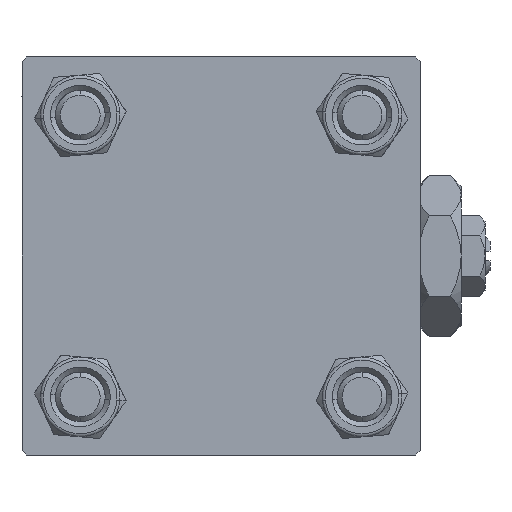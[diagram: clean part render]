
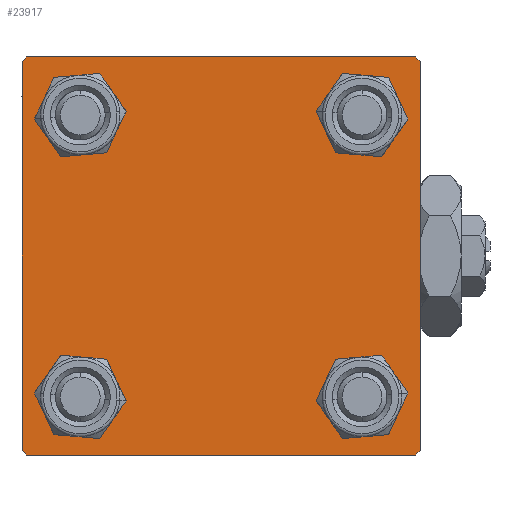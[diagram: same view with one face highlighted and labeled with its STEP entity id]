
A CAD part, left-side view. The second image highlights one B-rep face of the part: STEP entity #23917.
In plain terms, the highlighted planar face has unit normal (-1, 0, 0).
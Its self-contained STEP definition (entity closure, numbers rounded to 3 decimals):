
#75 = CARTESIAN_POINT ( 'NONE',  ( 0., 19.75, -19.75 ) ) ;
#202 = FACE_BOUND ( 'NONE', #33456, .T. ) ;
#1419 = VERTEX_POINT ( 'NONE', #56172 ) ;
#1718 = CARTESIAN_POINT ( 'NONE',  ( 0., 20., 20. ) ) ;
#1823 = AXIS2_PLACEMENT_3D ( 'NONE', #21422, #30103, #6514 ) ;
#2032 = VECTOR ( 'NONE', #6878, 1000. ) ;
#2204 = EDGE_CURVE ( 'NONE', #14060, #2903, #45163, .T. ) ;
#2573 = VECTOR ( 'NONE', #33411, 1000. ) ;
#2823 = EDGE_LOOP ( 'NONE', ( #23722, #37929 ) ) ;
#2903 = VERTEX_POINT ( 'NONE', #47288 ) ;
#2949 = CIRCLE ( 'NONE', #43981, 3. ) ;
#4444 = ORIENTED_EDGE ( 'NONE', *, *, #49962, .T. ) ;
#4534 = DIRECTION ( 'NONE',  ( 1., 0., 0. ) ) ;
#4796 = CIRCLE ( 'NONE', #58205, 3. ) ;
#5467 = VERTEX_POINT ( 'NONE', #37151 ) ;
#6001 = VERTEX_POINT ( 'NONE', #25821 ) ;
#6514 = DIRECTION ( 'NONE',  ( 0., 0., 1. ) ) ;
#6613 = CIRCLE ( 'NONE', #1823, 3. ) ;
#6711 = CARTESIAN_POINT ( 'NONE',  ( 0., 14.15, 17.15 ) ) ;
#6745 = CARTESIAN_POINT ( 'NONE',  ( 0., -20., 20. ) ) ;
#6878 = DIRECTION ( 'NONE',  ( 0., 0.707, -0.707 ) ) ;
#7134 = VECTOR ( 'NONE', #52498, 1000. ) ;
#7311 = CARTESIAN_POINT ( 'NONE',  ( 0., -20., 19.5 ) ) ;
#8147 = VECTOR ( 'NONE', #33347, 1000. ) ;
#8451 = DIRECTION ( 'NONE',  ( 1., 0., 0. ) ) ;
#8473 = VERTEX_POINT ( 'NONE', #39848 ) ;
#8958 = AXIS2_PLACEMENT_3D ( 'NONE', #30769, #49566, #44514 ) ;
#9434 = ORIENTED_EDGE ( 'NONE', *, *, #22754, .T. ) ;
#9487 = EDGE_CURVE ( 'NONE', #8473, #5467, #55023, .T. ) ;
#9597 = DIRECTION ( 'NONE',  ( 0., -0.707, 0.707 ) ) ;
#9989 = CARTESIAN_POINT ( 'NONE',  ( 0., -19.75, 19.75 ) ) ;
#11565 = CARTESIAN_POINT ( 'NONE',  ( 0., 14.15, -14.15 ) ) ;
#11621 = EDGE_CURVE ( 'NONE', #16989, #2903, #33923, .T. ) ;
#12795 = VERTEX_POINT ( 'NONE', #19169 ) ;
#13166 = ORIENTED_EDGE ( 'NONE', *, *, #40190, .T. ) ;
#13922 = FACE_OUTER_BOUND ( 'NONE', #45471, .T. ) ;
#14060 = VERTEX_POINT ( 'NONE', #24264 ) ;
#14706 = DIRECTION ( 'NONE',  ( 1., 0., 0. ) ) ;
#15432 = EDGE_CURVE ( 'NONE', #1419, #45490, #46256, .T. ) ;
#15439 = DIRECTION ( 'NONE',  ( 0., 0., 1. ) ) ;
#16731 = CARTESIAN_POINT ( 'NONE',  ( 0., -14.15, 11.15 ) ) ;
#16989 = VERTEX_POINT ( 'NONE', #7311 ) ;
#16990 = CIRCLE ( 'NONE', #51324, 3. ) ;
#17708 = CARTESIAN_POINT ( 'NONE',  ( 0., 19.5, 20. ) ) ;
#18337 = CARTESIAN_POINT ( 'NONE',  ( 0., 14.15, 11.15 ) ) ;
#18421 = FACE_BOUND ( 'NONE', #25222, .T. ) ;
#18892 = ORIENTED_EDGE ( 'NONE', *, *, #52173, .T. ) ;
#19169 = CARTESIAN_POINT ( 'NONE',  ( 0., 14.15, -17.15 ) ) ;
#19237 = EDGE_CURVE ( 'NONE', #5467, #8473, #26148, .T. ) ;
#19426 = EDGE_CURVE ( 'NONE', #45490, #29353, #50260, .T. ) ;
#19489 = CARTESIAN_POINT ( 'NONE',  ( 0., 14.15, -14.15 ) ) ;
#19696 = DIRECTION ( 'NONE',  ( 0., 0., 1. ) ) ;
#20171 = DIRECTION ( 'NONE',  ( -1., 0., 0. ) ) ;
#21122 = DIRECTION ( 'NONE',  ( 1., 0., 0. ) ) ;
#21422 = CARTESIAN_POINT ( 'NONE',  ( 0., -14.15, 14.15 ) ) ;
#21843 = VERTEX_POINT ( 'NONE', #17708 ) ;
#22272 = CARTESIAN_POINT ( 'NONE',  ( 0., 19.5, -20. ) ) ;
#22754 = EDGE_CURVE ( 'NONE', #29353, #14060, #33993, .T. ) ;
#23722 = ORIENTED_EDGE ( 'NONE', *, *, #19237, .T. ) ;
#23917 = ADVANCED_FACE ( 'NONE', ( #202, #41733, #18421, #54864, #13922 ), #32172, .T. ) ;
#23962 = DIRECTION ( 'NONE',  ( 0., 0., 1. ) ) ;
#24264 = CARTESIAN_POINT ( 'NONE',  ( 0., -19.5, -20. ) ) ;
#24324 = LINE ( 'NONE', #9989, #33438 ) ;
#24512 = CARTESIAN_POINT ( 'NONE',  ( 0., -19.5, 20. ) ) ;
#24861 = LINE ( 'NONE', #42505, #56853 ) ;
#25089 = EDGE_CURVE ( 'NONE', #21843, #43505, #24861, .T. ) ;
#25222 = EDGE_LOOP ( 'NONE', ( #38176, #40331 ) ) ;
#25821 = CARTESIAN_POINT ( 'NONE',  ( 0., -14.15, 17.15 ) ) ;
#26148 = CIRCLE ( 'NONE', #8958, 3. ) ;
#26625 = ORIENTED_EDGE ( 'NONE', *, *, #11621, .F. ) ;
#27264 = DIRECTION ( 'NONE',  ( 0., -0.707, -0.707 ) ) ;
#27957 = CARTESIAN_POINT ( 'NONE',  ( 0., 20., -19.5 ) ) ;
#28671 = ORIENTED_EDGE ( 'NONE', *, *, #19426, .T. ) ;
#28857 = DIRECTION ( 'NONE',  ( 0., 0., 1. ) ) ;
#29353 = VERTEX_POINT ( 'NONE', #22272 ) ;
#30103 = DIRECTION ( 'NONE',  ( 1., 0., 0. ) ) ;
#30282 = CARTESIAN_POINT ( 'NONE',  ( 0., 14.15, 14.15 ) ) ;
#30769 = CARTESIAN_POINT ( 'NONE',  ( 0., -14.15, -14.15 ) ) ;
#30811 = ORIENTED_EDGE ( 'NONE', *, *, #54678, .T. ) ;
#31546 = AXIS2_PLACEMENT_3D ( 'NONE', #19489, #14706, #46981 ) ;
#32003 = CARTESIAN_POINT ( 'NONE',  ( 0., 14.15, 14.15 ) ) ;
#32172 = PLANE ( 'NONE',  #40582 ) ;
#33347 = DIRECTION ( 'NONE',  ( 0., 0., -1. ) ) ;
#33411 = DIRECTION ( 'NONE',  ( 0., 0., -1. ) ) ;
#33438 = VECTOR ( 'NONE', #42561, 1000. ) ;
#33456 = EDGE_LOOP ( 'NONE', ( #18892, #13166 ) ) ;
#33479 = LINE ( 'NONE', #51682, #2032 ) ;
#33923 = LINE ( 'NONE', #6745, #8147 ) ;
#33993 = LINE ( 'NONE', #34295, #7134 ) ;
#34295 = CARTESIAN_POINT ( 'NONE',  ( 0., 20., -20. ) ) ;
#34538 = AXIS2_PLACEMENT_3D ( 'NONE', #42422, #38228, #19696 ) ;
#35060 = DIRECTION ( 'NONE',  ( 0., 0., 1. ) ) ;
#36234 = CARTESIAN_POINT ( 'NONE',  ( 0., -14.15, -14.15 ) ) ;
#36648 = VECTOR ( 'NONE', #9597, 1000. ) ;
#37151 = CARTESIAN_POINT ( 'NONE',  ( 0., -14.15, -11.15 ) ) ;
#37929 = ORIENTED_EDGE ( 'NONE', *, *, #9487, .T. ) ;
#37957 = ORIENTED_EDGE ( 'NONE', *, *, #2204, .T. ) ;
#38176 = ORIENTED_EDGE ( 'NONE', *, *, #42690, .T. ) ;
#38228 = DIRECTION ( 'NONE',  ( 1., 0., 0. ) ) ;
#38262 = CARTESIAN_POINT ( 'NONE',  ( 0., -19.75, -19.75 ) ) ;
#38562 = VECTOR ( 'NONE', #27264, 1000. ) ;
#39848 = CARTESIAN_POINT ( 'NONE',  ( 0., -14.15, -17.15 ) ) ;
#40190 = EDGE_CURVE ( 'NONE', #47245, #6001, #6613, .T. ) ;
#40331 = ORIENTED_EDGE ( 'NONE', *, *, #49788, .T. ) ;
#40582 = AXIS2_PLACEMENT_3D ( 'NONE', #50389, #20171, #28857 ) ;
#41733 = FACE_BOUND ( 'NONE', #2823, .T. ) ;
#42422 = CARTESIAN_POINT ( 'NONE',  ( 0., -14.15, 14.15 ) ) ;
#42505 = CARTESIAN_POINT ( 'NONE',  ( 0., 20., 20. ) ) ;
#42561 = DIRECTION ( 'NONE',  ( 0., 0.707, 0.707 ) ) ;
#42690 = EDGE_CURVE ( 'NONE', #44695, #12795, #4796, .T. ) ;
#43127 = VERTEX_POINT ( 'NONE', #18337 ) ;
#43505 = VERTEX_POINT ( 'NONE', #24512 ) ;
#43981 = AXIS2_PLACEMENT_3D ( 'NONE', #32003, #4534, #45153 ) ;
#44060 = CIRCLE ( 'NONE', #34538, 3. ) ;
#44514 = DIRECTION ( 'NONE',  ( 0., 0., 1. ) ) ;
#44695 = VERTEX_POINT ( 'NONE', #49202 ) ;
#45153 = DIRECTION ( 'NONE',  ( 0., 0., 1. ) ) ;
#45163 = LINE ( 'NONE', #38262, #36648 ) ;
#45471 = EDGE_LOOP ( 'NONE', ( #57369, #28671, #9434, #37957, #26625, #49476, #47491, #52017 ) ) ;
#45490 = VERTEX_POINT ( 'NONE', #27957 ) ;
#46256 = LINE ( 'NONE', #1718, #2573 ) ;
#46734 = EDGE_LOOP ( 'NONE', ( #30811, #4444 ) ) ;
#46978 = DIRECTION ( 'NONE',  ( 0., -1., 0. ) ) ;
#46981 = DIRECTION ( 'NONE',  ( 0., 0., 1. ) ) ;
#47245 = VERTEX_POINT ( 'NONE', #16731 ) ;
#47247 = AXIS2_PLACEMENT_3D ( 'NONE', #36234, #54456, #23962 ) ;
#47288 = CARTESIAN_POINT ( 'NONE',  ( 0., -20., -19.5 ) ) ;
#47491 = ORIENTED_EDGE ( 'NONE', *, *, #25089, .F. ) ;
#48373 = VERTEX_POINT ( 'NONE', #6711 ) ;
#48493 = EDGE_CURVE ( 'NONE', #16989, #43505, #24324, .T. ) ;
#49202 = CARTESIAN_POINT ( 'NONE',  ( 0., 14.15, -11.15 ) ) ;
#49476 = ORIENTED_EDGE ( 'NONE', *, *, #48493, .T. ) ;
#49566 = DIRECTION ( 'NONE',  ( 1., 0., 0. ) ) ;
#49788 = EDGE_CURVE ( 'NONE', #12795, #44695, #53500, .T. ) ;
#49962 = EDGE_CURVE ( 'NONE', #43127, #48373, #2949, .T. ) ;
#50044 = EDGE_CURVE ( 'NONE', #21843, #1419, #33479, .T. ) ;
#50260 = LINE ( 'NONE', #75, #38562 ) ;
#50389 = CARTESIAN_POINT ( 'NONE',  ( 0., 0., 0. ) ) ;
#51324 = AXIS2_PLACEMENT_3D ( 'NONE', #30282, #8451, #35060 ) ;
#51682 = CARTESIAN_POINT ( 'NONE',  ( 0., 19.75, 19.75 ) ) ;
#52017 = ORIENTED_EDGE ( 'NONE', *, *, #50044, .T. ) ;
#52173 = EDGE_CURVE ( 'NONE', #6001, #47245, #44060, .T. ) ;
#52498 = DIRECTION ( 'NONE',  ( 0., -1., 0. ) ) ;
#53500 = CIRCLE ( 'NONE', #31546, 3. ) ;
#54456 = DIRECTION ( 'NONE',  ( 1., 0., 0. ) ) ;
#54678 = EDGE_CURVE ( 'NONE', #48373, #43127, #16990, .T. ) ;
#54864 = FACE_BOUND ( 'NONE', #46734, .T. ) ;
#55023 = CIRCLE ( 'NONE', #47247, 3. ) ;
#56172 = CARTESIAN_POINT ( 'NONE',  ( 0., 20., 19.5 ) ) ;
#56853 = VECTOR ( 'NONE', #46978, 1000. ) ;
#57369 = ORIENTED_EDGE ( 'NONE', *, *, #15432, .T. ) ;
#58205 = AXIS2_PLACEMENT_3D ( 'NONE', #11565, #21122, #15439 ) ;
